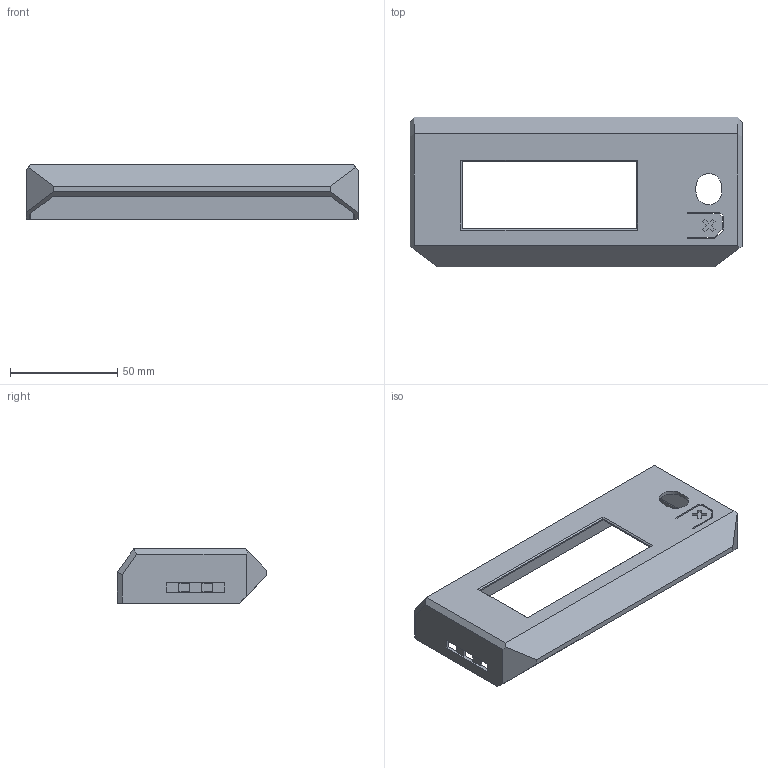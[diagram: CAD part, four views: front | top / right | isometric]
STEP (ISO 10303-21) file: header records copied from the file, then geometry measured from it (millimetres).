
FILE_DESCRIPTION(/* description */ (''),/* implementation_level */ '2;1');
FILE_NAME(/* name */ 'lcd_cover.step',/* time_stamp */ '2020-01-04T19:13:33+01:00',/* author */ (''),/* organization */ (''),/* preprocessor_version */ 'ST-DEVELOPER v18',/* originating_system */ 'Autodesk Translation Framework v8.12.0.6',/* authorisation */ '');
FILE_SCHEMA (('AUTOMOTIVE_DESIGN { 1 0 10303 214 3 1 1 }'));
Length unit declared in the file: millimetre
Products named in the file (1): lcd_cover
Bounding box: 155 x 69.97 x 25.4 mm (x, y, z)
Volume: 33362 mm3; surface area: 31340.1 mm2
Topology: 3 solids, 3 shells, 182 faces, 473 edges, 296 vertices
Faces by surface type: plane 129, cylinder 37, sphere 4, torus 4, bspline 4, cone 4
Full cylindrical faces by diameter (mm): 2.7 x4, 7 x1
Entity records: 5658 total; most frequent: CARTESIAN_POINT 1120, ORIENTED_EDGE 938, DIRECTION 918, EDGE_CURVE 469, LINE 362, VECTOR 362, VERTEX_POINT 296, AXIS2_PLACEMENT_3D 278
